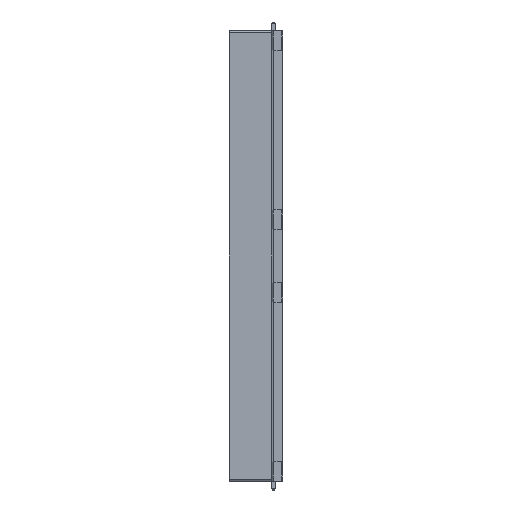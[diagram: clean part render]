
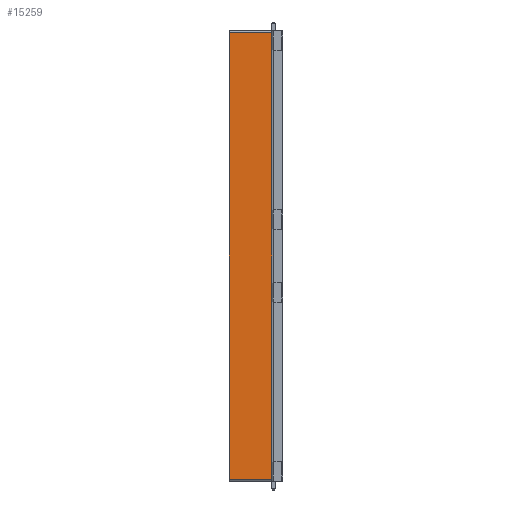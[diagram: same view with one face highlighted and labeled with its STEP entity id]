
A CAD part, left-side view. The second image highlights one B-rep face of the part: STEP entity #15259.
In plain terms, the highlighted planar face has unit normal (-1, 0, 0).
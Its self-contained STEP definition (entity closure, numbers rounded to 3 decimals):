
#191=DIRECTION('',(0.,-1.,0.));
#192=VECTOR('',#191,12.);
#193=CARTESIAN_POINT('',(-30.4,15.,63.));
#194=LINE('',#193,#192);
#209=DIRECTION('',(0.,0.,-1.));
#210=VECTOR('',#209,126.);
#211=CARTESIAN_POINT('',(-30.4,15.,63.));
#212=LINE('',#211,#210);
#1018=DIRECTION('',(0.,1.,0.));
#1019=VECTOR('',#1018,12.);
#1020=CARTESIAN_POINT('',(-30.4,3.,-63.));
#1021=LINE('',#1020,#1019);
#1026=DIRECTION('',(0.,0.,-1.));
#1027=VECTOR('',#1026,126.);
#1028=CARTESIAN_POINT('',(-30.4,3.,63.));
#1029=LINE('',#1028,#1027);
#11795=CARTESIAN_POINT('',(-30.4,15.,-63.));
#11797=VERTEX_POINT('',#11795);
#13522=CARTESIAN_POINT('',(-30.4,3.,-63.));
#13523=VERTEX_POINT('',#13522);
#13528=CARTESIAN_POINT('',(-30.4,3.,63.));
#13529=VERTEX_POINT('',#13528);
#13566=CARTESIAN_POINT('',(-30.4,15.,63.));
#13567=VERTEX_POINT('',#13566);
#15247=CARTESIAN_POINT('',(-30.4,20.,80.119));
#15248=DIRECTION('',(1.,0.,0.));
#15249=DIRECTION('',(0.,1.,0.));
#15250=AXIS2_PLACEMENT_3D('',#15247,#15248,#15249);
#15251=PLANE('',#15250);
#15252=ORIENTED_EDGE('',*,*,#14214,.F.);
#15253=ORIENTED_EDGE('',*,*,#14194,.T.);
#15255=ORIENTED_EDGE('',*,*,#15254,.T.);
#15256=ORIENTED_EDGE('',*,*,#15240,.T.);
#15257=EDGE_LOOP('',(#15252,#15253,#15255,#15256));
#15258=FACE_OUTER_BOUND('',#15257,.F.);
#15259=ADVANCED_FACE('',(#15258),#15251,.F.);
#14194=EDGE_CURVE('',#13567,#13529,#194,.T.);
#14214=EDGE_CURVE('',#13567,#11797,#212,.T.);
#15240=EDGE_CURVE('',#13523,#11797,#1021,.T.);
#15254=EDGE_CURVE('',#13529,#13523,#1029,.T.);
